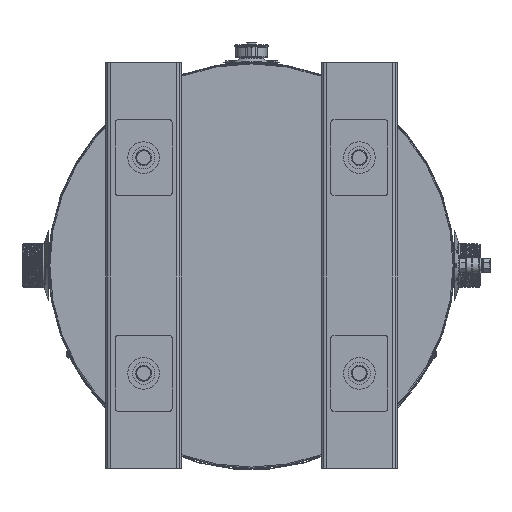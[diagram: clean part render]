
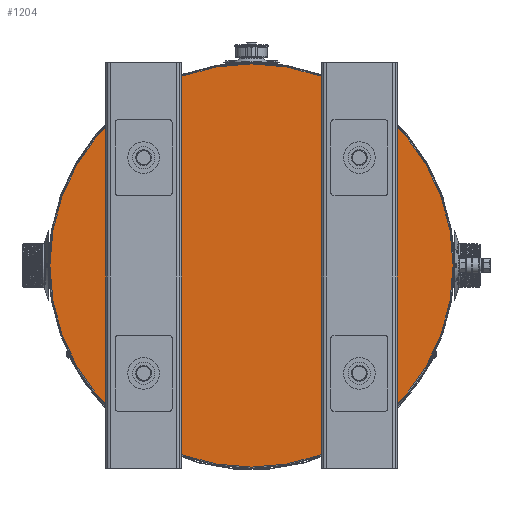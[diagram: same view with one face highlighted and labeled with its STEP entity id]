
A CAD part, front view. The second image highlights one B-rep face of the part: STEP entity #1204.
In plain terms, the highlighted planar face has unit normal (0, -1, 0).
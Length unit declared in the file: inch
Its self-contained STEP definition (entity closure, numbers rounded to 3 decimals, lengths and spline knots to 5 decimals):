
#158 = PLANE ( 'NONE',  #140106 ) ;
#1204 = ADVANCED_FACE ( 'NONE', ( #24722, #26592, #5117, #142381, #126350 ), #158, .F. ) ;
#5117 = FACE_BOUND ( 'NONE', #5699, .T. ) ;
#5699 = EDGE_LOOP ( 'NONE', ( #137226 ) ) ;
#8390 = ORIENTED_EDGE ( 'NONE', *, *, #109885, .T. ) ;
#16715 = EDGE_LOOP ( 'NONE', ( #102559 ) ) ;
#19139 = CIRCLE ( 'NONE', #75542, 15.905 ) ;
#24722 = FACE_BOUND ( 'NONE', #125358, .T. ) ;
#25284 = VERTEX_POINT ( 'NONE', #143678 ) ;
#26592 = FACE_BOUND ( 'NONE', #96620, .T. ) ;
#27940 = VERTEX_POINT ( 'NONE', #62613 ) ;
#29807 = VERTEX_POINT ( 'NONE', #95990 ) ;
#34989 = DIRECTION ( 'NONE',  ( 0., 1., 0. ) ) ;
#38358 = DIRECTION ( 'NONE',  ( 0., 1., 0. ) ) ;
#40014 = CARTESIAN_POINT ( 'NONE',  ( 8.50738, 1.46875, 9.75738 ) ) ;
#42447 = EDGE_CURVE ( 'NONE', #130371, #130371, #46589, .T. ) ;
#46589 = CIRCLE ( 'NONE', #136019, 1.25 ) ;
#47794 = DIRECTION ( 'NONE',  ( 0., 1., 0. ) ) ;
#49394 = DIRECTION ( 'NONE',  ( 0., 0., 1. ) ) ;
#56189 = CARTESIAN_POINT ( 'NONE',  ( 0., 1.46875, 0. ) ) ;
#57462 = CARTESIAN_POINT ( 'NONE',  ( -8.50738, 1.46875, 8.50738 ) ) ;
#61311 = DIRECTION ( 'NONE',  ( 0., 0., 1. ) ) ;
#62613 = CARTESIAN_POINT ( 'NONE',  ( -8.50738, 1.46875, -7.25738 ) ) ;
#70902 = DIRECTION ( 'NONE',  ( 0., 0., 1. ) ) ;
#73807 = CARTESIAN_POINT ( 'NONE',  ( -8.50738, 1.46875, -8.50738 ) ) ;
#75542 = AXIS2_PLACEMENT_3D ( 'NONE', #56189, #135446, #77222 ) ;
#77222 = DIRECTION ( 'NONE',  ( 0., 0., -1. ) ) ;
#79493 = DIRECTION ( 'NONE',  ( 0., 0., 1. ) ) ;
#80501 = ORIENTED_EDGE ( 'NONE', *, *, #84068, .T. ) ;
#81804 = CIRCLE ( 'NONE', #135512, 1.25 ) ;
#83771 = CARTESIAN_POINT ( 'NONE',  ( -8.50738, 1.46875, 9.75738 ) ) ;
#84068 = EDGE_CURVE ( 'NONE', #29807, #29807, #112753, .T. ) ;
#86862 = EDGE_CURVE ( 'NONE', #27940, #27940, #92595, .T. ) ;
#92595 = CIRCLE ( 'NONE', #136564, 1.25 ) ;
#94170 = DIRECTION ( 'NONE',  ( 0., 0., 1. ) ) ;
#95990 = CARTESIAN_POINT ( 'NONE',  ( 8.50738, 1.46875, -7.25738 ) ) ;
#96620 = EDGE_LOOP ( 'NONE', ( #80501 ) ) ;
#102559 = ORIENTED_EDGE ( 'NONE', *, *, #110364, .T. ) ;
#102794 = CARTESIAN_POINT ( 'NONE',  ( 0., 1.46875, 0. ) ) ;
#104585 = CARTESIAN_POINT ( 'NONE',  ( 8.50738, 1.46875, 8.50738 ) ) ;
#109885 = EDGE_CURVE ( 'NONE', #134132, #134132, #81804, .T. ) ;
#110364 = EDGE_CURVE ( 'NONE', #25284, #25284, #19139, .T. ) ;
#112753 = CIRCLE ( 'NONE', #128461, 1.25 ) ;
#121324 = EDGE_LOOP ( 'NONE', ( #8390 ) ) ;
#125358 = EDGE_LOOP ( 'NONE', ( #129359 ) ) ;
#126350 = FACE_OUTER_BOUND ( 'NONE', #16715, .T. ) ;
#128461 = AXIS2_PLACEMENT_3D ( 'NONE', #139637, #138136, #70902 ) ;
#129359 = ORIENTED_EDGE ( 'NONE', *, *, #86862, .T. ) ;
#130371 = VERTEX_POINT ( 'NONE', #83771 ) ;
#134132 = VERTEX_POINT ( 'NONE', #40014 ) ;
#135446 = DIRECTION ( 'NONE',  ( 0., -1., 0. ) ) ;
#135512 = AXIS2_PLACEMENT_3D ( 'NONE', #104585, #47794, #94170 ) ;
#136019 = AXIS2_PLACEMENT_3D ( 'NONE', #57462, #34989, #49394 ) ;
#136253 = DIRECTION ( 'NONE',  ( 0., 1., 0. ) ) ;
#136564 = AXIS2_PLACEMENT_3D ( 'NONE', #73807, #38358, #61311 ) ;
#137226 = ORIENTED_EDGE ( 'NONE', *, *, #42447, .T. ) ;
#138136 = DIRECTION ( 'NONE',  ( 0., 1., 0. ) ) ;
#139637 = CARTESIAN_POINT ( 'NONE',  ( 8.50738, 1.46875, -8.50738 ) ) ;
#140106 = AXIS2_PLACEMENT_3D ( 'NONE', #102794, #136253, #79493 ) ;
#142381 = FACE_BOUND ( 'NONE', #121324, .T. ) ;
#143678 = CARTESIAN_POINT ( 'NONE',  ( 0., 1.46875, -15.905 ) ) ;
